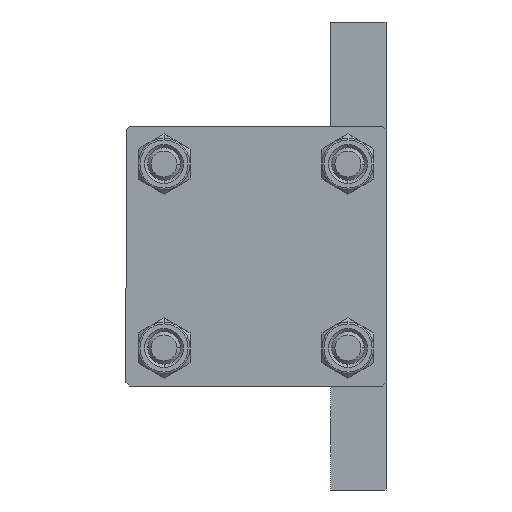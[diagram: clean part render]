
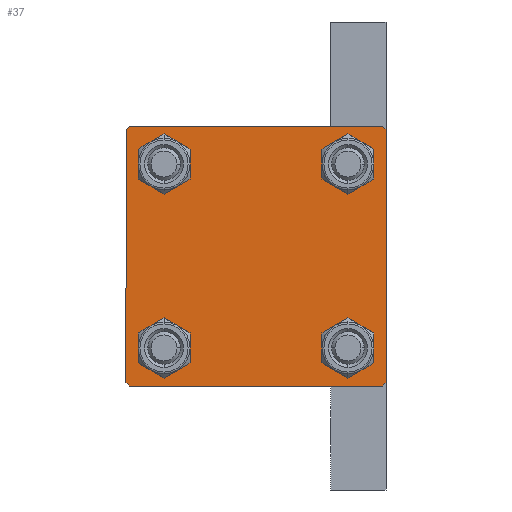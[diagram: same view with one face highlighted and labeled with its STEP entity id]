
A CAD part, left-side view. The second image highlights one B-rep face of the part: STEP entity #37.
In plain terms, the highlighted planar face has unit normal (-1, 0, 0).
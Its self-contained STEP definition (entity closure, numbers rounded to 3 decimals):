
#37 = ADVANCED_FACE ( 'NONE', ( #33451, #33215, #36343, #29588, #43855 ), #97, .T. ) ;
#97 = PLANE ( 'NONE',  #26403 ) ;
#725 = VERTEX_POINT ( 'NONE', #3850 ) ;
#1251 = AXIS2_PLACEMENT_3D ( 'NONE', #3486, #29110, #32973 ) ;
#1574 = CARTESIAN_POINT ( 'NONE',  ( 0., 14.15, -17.15 ) ) ;
#2143 = EDGE_CURVE ( 'NONE', #17250, #40476, #13584, .T. ) ;
#2439 = DIRECTION ( 'NONE',  ( 0., -0.707, -0.707 ) ) ;
#2701 = LINE ( 'NONE', #17468, #37165 ) ;
#3486 = CARTESIAN_POINT ( 'NONE',  ( 0., -14.15, -14.15 ) ) ;
#3533 = ORIENTED_EDGE ( 'NONE', *, *, #16902, .F. ) ;
#3636 = ORIENTED_EDGE ( 'NONE', *, *, #37840, .T. ) ;
#3842 = VECTOR ( 'NONE', #21291, 1000. ) ;
#3850 = CARTESIAN_POINT ( 'NONE',  ( 0., 19.5, 20. ) ) ;
#4165 = CIRCLE ( 'NONE', #41975, 3. ) ;
#4360 = CARTESIAN_POINT ( 'NONE',  ( 0., -14.15, -14.15 ) ) ;
#4814 = LINE ( 'NONE', #42028, #21205 ) ;
#5640 = VERTEX_POINT ( 'NONE', #42100 ) ;
#6222 = DIRECTION ( 'NONE',  ( 0., 0.707, 0.707 ) ) ;
#6695 = LINE ( 'NONE', #28686, #45311 ) ;
#6737 = CARTESIAN_POINT ( 'NONE',  ( 0., 19.5, -20. ) ) ;
#6741 = AXIS2_PLACEMENT_3D ( 'NONE', #40674, #36083, #13886 ) ;
#7097 = VERTEX_POINT ( 'NONE', #6737 ) ;
#7631 = CARTESIAN_POINT ( 'NONE',  ( 0., -19.5, -20. ) ) ;
#8179 = CARTESIAN_POINT ( 'NONE',  ( 0., -14.15, -11.15 ) ) ;
#8290 = CARTESIAN_POINT ( 'NONE',  ( 0., 14.15, -14.15 ) ) ;
#8327 = VERTEX_POINT ( 'NONE', #30891 ) ;
#8775 = CARTESIAN_POINT ( 'NONE',  ( 0., 14.15, 17.15 ) ) ;
#8884 = ORIENTED_EDGE ( 'NONE', *, *, #24982, .T. ) ;
#9123 = EDGE_CURVE ( 'NONE', #37446, #12353, #15820, .T. ) ;
#9254 = DIRECTION ( 'NONE',  ( 0., 0., -1. ) ) ;
#9427 = VERTEX_POINT ( 'NONE', #12019 ) ;
#9571 = DIRECTION ( 'NONE',  ( 0., -1., 0. ) ) ;
#9958 = ORIENTED_EDGE ( 'NONE', *, *, #20410, .F. ) ;
#10313 = DIRECTION ( 'NONE',  ( 0., 0., 1. ) ) ;
#10539 = VERTEX_POINT ( 'NONE', #7631 ) ;
#11061 = VECTOR ( 'NONE', #6222, 1000. ) ;
#11436 = DIRECTION ( 'NONE',  ( 0., 0., 1. ) ) ;
#11476 = EDGE_CURVE ( 'NONE', #15407, #11973, #30712, .T. ) ;
#11703 = CARTESIAN_POINT ( 'NONE',  ( 0., 14.15, -11.15 ) ) ;
#11816 = EDGE_LOOP ( 'NONE', ( #33423, #15387 ) ) ;
#11973 = VERTEX_POINT ( 'NONE', #15984 ) ;
#12019 = CARTESIAN_POINT ( 'NONE',  ( 0., -14.15, 11.15 ) ) ;
#12230 = CIRCLE ( 'NONE', #39205, 3. ) ;
#12353 = VERTEX_POINT ( 'NONE', #11703 ) ;
#12553 = EDGE_CURVE ( 'NONE', #15658, #8327, #12230, .T. ) ;
#12872 = CARTESIAN_POINT ( 'NONE',  ( 0., 20., 20. ) ) ;
#13502 = CARTESIAN_POINT ( 'NONE',  ( 0., -19.75, 19.75 ) ) ;
#13584 = LINE ( 'NONE', #12872, #22613 ) ;
#13886 = DIRECTION ( 'NONE',  ( 0., 0., 1. ) ) ;
#14082 = VERTEX_POINT ( 'NONE', #20213 ) ;
#14446 = EDGE_LOOP ( 'NONE', ( #28570, #22744 ) ) ;
#15304 = CARTESIAN_POINT ( 'NONE',  ( 0., -20., 19.5 ) ) ;
#15387 = ORIENTED_EDGE ( 'NONE', *, *, #42835, .T. ) ;
#15407 = VERTEX_POINT ( 'NONE', #8775 ) ;
#15658 = VERTEX_POINT ( 'NONE', #8179 ) ;
#15820 = CIRCLE ( 'NONE', #38933, 3. ) ;
#15984 = CARTESIAN_POINT ( 'NONE',  ( 0., 14.15, 11.15 ) ) ;
#16434 = DIRECTION ( 'NONE',  ( 0., -0.707, 0.707 ) ) ;
#16802 = ORIENTED_EDGE ( 'NONE', *, *, #33926, .T. ) ;
#16902 = EDGE_CURVE ( 'NONE', #725, #5640, #21055, .T. ) ;
#17063 = ORIENTED_EDGE ( 'NONE', *, *, #11476, .T. ) ;
#17250 = VERTEX_POINT ( 'NONE', #44171 ) ;
#17468 = CARTESIAN_POINT ( 'NONE',  ( 0., -20., 20. ) ) ;
#20213 = CARTESIAN_POINT ( 'NONE',  ( 0., -20., -19.5 ) ) ;
#20410 = EDGE_CURVE ( 'NONE', #26183, #14082, #2701, .T. ) ;
#21055 = LINE ( 'NONE', #32876, #3842 ) ;
#21182 = CARTESIAN_POINT ( 'NONE',  ( 0., 14.15, 14.15 ) ) ;
#21205 = VECTOR ( 'NONE', #16434, 1000. ) ;
#21291 = DIRECTION ( 'NONE',  ( 0., -1., 0. ) ) ;
#21623 = DIRECTION ( 'NONE',  ( 0., 0., 1. ) ) ;
#22144 = CIRCLE ( 'NONE', #26769, 3. ) ;
#22513 = DIRECTION ( 'NONE',  ( 0., 0., 1. ) ) ;
#22613 = VECTOR ( 'NONE', #9254, 1000. ) ;
#22744 = ORIENTED_EDGE ( 'NONE', *, *, #9123, .T. ) ;
#22780 = ORIENTED_EDGE ( 'NONE', *, *, #29190, .T. ) ;
#24242 = DIRECTION ( 'NONE',  ( 0., 0., 1. ) ) ;
#24556 = EDGE_CURVE ( 'NONE', #26183, #5640, #46581, .T. ) ;
#24804 = EDGE_LOOP ( 'NONE', ( #17063, #47368 ) ) ;
#24982 = EDGE_CURVE ( 'NONE', #7097, #10539, #42650, .T. ) ;
#25071 = DIRECTION ( 'NONE',  ( 0., 0.707, -0.707 ) ) ;
#25678 = CARTESIAN_POINT ( 'NONE',  ( 0., 14.15, -14.15 ) ) ;
#25733 = DIRECTION ( 'NONE',  ( -1., 0., 0. ) ) ;
#26183 = VERTEX_POINT ( 'NONE', #15304 ) ;
#26186 = EDGE_CURVE ( 'NONE', #12353, #37446, #4165, .T. ) ;
#26403 = AXIS2_PLACEMENT_3D ( 'NONE', #37077, #25733, #21623 ) ;
#26769 = AXIS2_PLACEMENT_3D ( 'NONE', #28326, #46215, #24242 ) ;
#28326 = CARTESIAN_POINT ( 'NONE',  ( 0., -14.15, 14.15 ) ) ;
#28570 = ORIENTED_EDGE ( 'NONE', *, *, #26186, .T. ) ;
#28686 = CARTESIAN_POINT ( 'NONE',  ( 0., 19.75, 19.75 ) ) ;
#29069 = CIRCLE ( 'NONE', #36793, 3. ) ;
#29110 = DIRECTION ( 'NONE',  ( 1., 0., 0. ) ) ;
#29190 = EDGE_CURVE ( 'NONE', #10539, #14082, #4814, .T. ) ;
#29588 = FACE_BOUND ( 'NONE', #24804, .T. ) ;
#30712 = CIRCLE ( 'NONE', #6741, 3. ) ;
#30891 = CARTESIAN_POINT ( 'NONE',  ( 0., -14.15, -17.15 ) ) ;
#30903 = DIRECTION ( 'NONE',  ( 0., 0., 1. ) ) ;
#31461 = EDGE_CURVE ( 'NONE', #11973, #15407, #43650, .T. ) ;
#32876 = CARTESIAN_POINT ( 'NONE',  ( 0., 20., 20. ) ) ;
#32973 = DIRECTION ( 'NONE',  ( 0., 0., 1. ) ) ;
#33215 = FACE_BOUND ( 'NONE', #11816, .T. ) ;
#33423 = ORIENTED_EDGE ( 'NONE', *, *, #12553, .T. ) ;
#33451 = FACE_BOUND ( 'NONE', #40435, .T. ) ;
#33926 = EDGE_CURVE ( 'NONE', #40476, #7097, #42091, .T. ) ;
#35314 = CARTESIAN_POINT ( 'NONE',  ( 0., 19.75, -19.75 ) ) ;
#36024 = VECTOR ( 'NONE', #2439, 1000. ) ;
#36083 = DIRECTION ( 'NONE',  ( 1., 0., 0. ) ) ;
#36343 = FACE_BOUND ( 'NONE', #14446, .T. ) ;
#36793 = AXIS2_PLACEMENT_3D ( 'NONE', #43006, #39141, #46627 ) ;
#37077 = CARTESIAN_POINT ( 'NONE',  ( 0., 0., 0. ) ) ;
#37158 = VERTEX_POINT ( 'NONE', #42998 ) ;
#37165 = VECTOR ( 'NONE', #46218, 1000. ) ;
#37446 = VERTEX_POINT ( 'NONE', #1574 ) ;
#37504 = DIRECTION ( 'NONE',  ( 1., 0., 0. ) ) ;
#37840 = EDGE_CURVE ( 'NONE', #37158, #9427, #22144, .T. ) ;
#38094 = EDGE_CURVE ( 'NONE', #9427, #37158, #29069, .T. ) ;
#38216 = ORIENTED_EDGE ( 'NONE', *, *, #38094, .T. ) ;
#38933 = AXIS2_PLACEMENT_3D ( 'NONE', #25678, #45405, #30903 ) ;
#39141 = DIRECTION ( 'NONE',  ( 1., 0., 0. ) ) ;
#39205 = AXIS2_PLACEMENT_3D ( 'NONE', #4360, #44972, #22513 ) ;
#39779 = AXIS2_PLACEMENT_3D ( 'NONE', #21182, #43400, #10313 ) ;
#40386 = VECTOR ( 'NONE', #9571, 1000. ) ;
#40435 = EDGE_LOOP ( 'NONE', ( #3636, #38216 ) ) ;
#40476 = VERTEX_POINT ( 'NONE', #44130 ) ;
#40674 = CARTESIAN_POINT ( 'NONE',  ( 0., 14.15, 14.15 ) ) ;
#41975 = AXIS2_PLACEMENT_3D ( 'NONE', #8290, #37504, #11436 ) ;
#42028 = CARTESIAN_POINT ( 'NONE',  ( 0., -19.75, -19.75 ) ) ;
#42091 = LINE ( 'NONE', #35314, #36024 ) ;
#42100 = CARTESIAN_POINT ( 'NONE',  ( 0., -19.5, 20. ) ) ;
#42171 = CARTESIAN_POINT ( 'NONE',  ( 0., 20., -20. ) ) ;
#42275 = ORIENTED_EDGE ( 'NONE', *, *, #2143, .T. ) ;
#42650 = LINE ( 'NONE', #42171, #40386 ) ;
#42835 = EDGE_CURVE ( 'NONE', #8327, #15658, #43667, .T. ) ;
#42998 = CARTESIAN_POINT ( 'NONE',  ( 0., -14.15, 17.15 ) ) ;
#43006 = CARTESIAN_POINT ( 'NONE',  ( 0., -14.15, 14.15 ) ) ;
#43160 = ORIENTED_EDGE ( 'NONE', *, *, #24556, .T. ) ;
#43400 = DIRECTION ( 'NONE',  ( 1., 0., 0. ) ) ;
#43650 = CIRCLE ( 'NONE', #39779, 3. ) ;
#43667 = CIRCLE ( 'NONE', #1251, 3. ) ;
#43855 = FACE_OUTER_BOUND ( 'NONE', #46417, .T. ) ;
#44130 = CARTESIAN_POINT ( 'NONE',  ( 0., 20., -19.5 ) ) ;
#44171 = CARTESIAN_POINT ( 'NONE',  ( 0., 20., 19.5 ) ) ;
#44972 = DIRECTION ( 'NONE',  ( 1., 0., 0. ) ) ;
#45311 = VECTOR ( 'NONE', #25071, 1000. ) ;
#45328 = EDGE_CURVE ( 'NONE', #725, #17250, #6695, .T. ) ;
#45405 = DIRECTION ( 'NONE',  ( 1., 0., 0. ) ) ;
#46164 = ORIENTED_EDGE ( 'NONE', *, *, #45328, .T. ) ;
#46215 = DIRECTION ( 'NONE',  ( 1., 0., 0. ) ) ;
#46218 = DIRECTION ( 'NONE',  ( 0., 0., -1. ) ) ;
#46417 = EDGE_LOOP ( 'NONE', ( #42275, #16802, #8884, #22780, #9958, #43160, #3533, #46164 ) ) ;
#46581 = LINE ( 'NONE', #13502, #11061 ) ;
#46627 = DIRECTION ( 'NONE',  ( 0., 0., 1. ) ) ;
#47368 = ORIENTED_EDGE ( 'NONE', *, *, #31461, .T. ) ;
